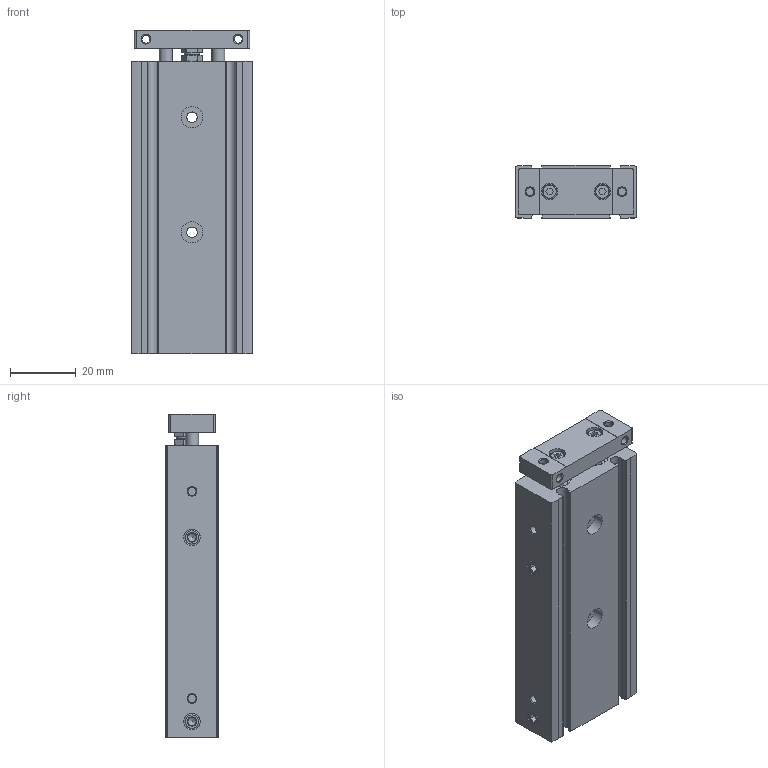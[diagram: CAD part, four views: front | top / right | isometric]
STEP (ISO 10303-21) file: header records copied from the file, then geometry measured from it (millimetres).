
FILE_DESCRIPTION(/* description */ ('STEP AP214'),/* implementation_level */ '2;1');
FILE_NAME(/* name */ '8100546_DGTZ-GF-6-50-P-A',/* time_stamp */ '2024-08-16T10:18:21+02:00',/* author */ ('License CC BY-ND 4.0'),/* organization */ ('CADENAS'),/* preprocessor_version */ 'ST-DEVELOPER v19.3',/* originating_system */ 'PARTsolutions',/* authorisation */ ' ');
FILE_SCHEMA (('AUTOMOTIVE_DESIGN {1 0 10303 214 3 1 1}'));
Length unit declared in the file: millimetre
Products named in the file (6): 8100546 DGTZ-GF-6-50-P-A-50---(high0); 8116420 DGTZ-GF-06-50---(high_z); 8116420 DGTZ-GF-06-50---(high_k); DIN-439-B - M3(F); Hexagon bolt DIN 933 - M3x16; ISO-4026 M5x5
Assembly tree (6 placements, depth 2):
  8100546 DGTZ-GF-6-50-P-A-50---(high0)
    8116420 DGTZ-GF-06-50---(high_z)
    8116420 DGTZ-GF-06-50---(high_k)
    DIN-439-B - M3(F)
    Hexagon bolt DIN 933 - M3x16
    ISO-4026 M5x5  x2
Bounding box: 37 x 16 x 98.5 mm (x, y, z)
Volume: 48033.5 mm3; surface area: 21726.3 mm2
Topology: 6 solids, 6 shells, 267 faces, 594 edges, 371 vertices
Faces by surface type: plane 128, cylinder 88, cone 48, torus 3
Full cylindrical faces by diameter (mm): 2.459 x14, 3 x1, 3.2 x2, 4 x4, 4.134 x4, 4.5 x2, 4.57 x1, 5 x5, 6 x4, 6.3 x2, 6.5 x4, 7 x2, 7.5 x1, 8 x2
Entity records: 6982 total; most frequent: CARTESIAN_POINT 1153, DIRECTION 1148, ORIENTED_EDGE 918, AXIS2_PLACEMENT_3D 470, EDGE_CURVE 459, FACE_BOUND 373, EDGE_LOOP 372, VERTEX_POINT 336
